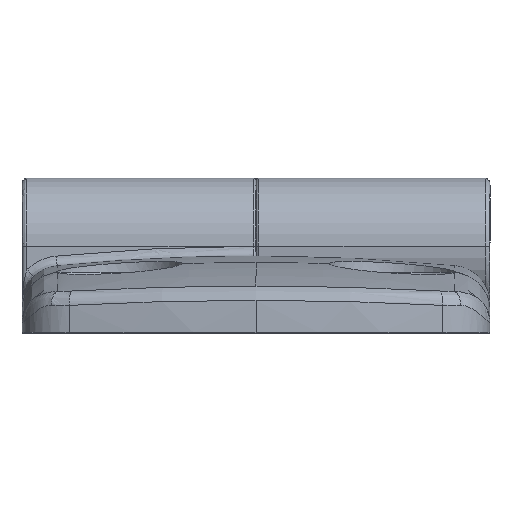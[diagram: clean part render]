
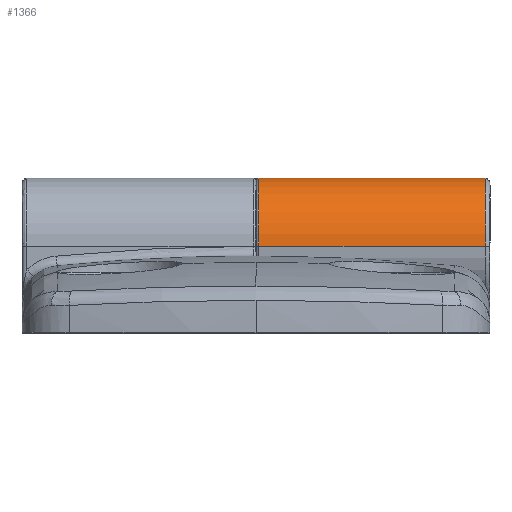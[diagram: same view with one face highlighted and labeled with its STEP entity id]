
A CAD part, top view. The second image highlights one B-rep face of the part: STEP entity #1366.
In plain terms, the highlighted cylindrical face has radius 7 mm (diameter 14 mm), a partial arc.
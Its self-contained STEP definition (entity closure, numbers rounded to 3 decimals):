
#9 = VECTOR ( 'NONE', #304, 1000. ) ;
#106 = CARTESIAN_POINT ( 'NONE',  ( 24., 8.9, -7. ) ) ;
#142 = AXIS2_PLACEMENT_3D ( 'NONE', #229, #2440, #2167 ) ;
#165 = DIRECTION ( 'NONE',  ( 0., 0., 1. ) ) ;
#205 = EDGE_LOOP ( 'NONE', ( #3406, #251, #1727, #580 ) ) ;
#229 = CARTESIAN_POINT ( 'NONE',  ( 23.5, 8.9, 0. ) ) ;
#248 = DIRECTION ( 'NONE',  ( -1., 0., 0. ) ) ;
#251 = ORIENTED_EDGE ( 'NONE', *, *, #3566, .F. ) ;
#304 = DIRECTION ( 'NONE',  ( -1., 0., 0. ) ) ;
#528 = VERTEX_POINT ( 'NONE', #1007 ) ;
#542 = VECTOR ( 'NONE', #925, 1000. ) ;
#577 = EDGE_CURVE ( 'NONE', #528, #866, #1114, .T. ) ;
#580 = ORIENTED_EDGE ( 'NONE', *, *, #577, .F. ) ;
#686 = LINE ( 'NONE', #1946, #9 ) ;
#758 = DIRECTION ( 'NONE',  ( 0., 0., 1. ) ) ;
#787 = CARTESIAN_POINT ( 'NONE',  ( 24., 8.9, 0. ) ) ;
#791 = EDGE_CURVE ( 'NONE', #3382, #866, #3072, .T. ) ;
#866 = VERTEX_POINT ( 'NONE', #2190 ) ;
#925 = DIRECTION ( 'NONE',  ( -1., 0., 0. ) ) ;
#1007 = CARTESIAN_POINT ( 'NONE',  ( 0.3, 8.9, 7. ) ) ;
#1014 = DIRECTION ( 'NONE',  ( -1., 0., 0. ) ) ;
#1114 = CIRCLE ( 'NONE', #1282, 7. ) ;
#1282 = AXIS2_PLACEMENT_3D ( 'NONE', #1813, #1014, #165 ) ;
#1305 = CYLINDRICAL_SURFACE ( 'NONE', #1516, 7. ) ;
#1366 = ADVANCED_FACE ( 'NONE', ( #3159 ), #1305, .T. ) ;
#1516 = AXIS2_PLACEMENT_3D ( 'NONE', #787, #248, #758 ) ;
#1727 = ORIENTED_EDGE ( 'NONE', *, *, #791, .T. ) ;
#1808 = CARTESIAN_POINT ( 'NONE',  ( 23.5, 8.9, -7. ) ) ;
#1813 = CARTESIAN_POINT ( 'NONE',  ( 0.3, 8.9, 0. ) ) ;
#1880 = VERTEX_POINT ( 'NONE', #3227 ) ;
#1928 = EDGE_CURVE ( 'NONE', #1880, #528, #686, .T. ) ;
#1946 = CARTESIAN_POINT ( 'NONE',  ( 24., 8.9, 7. ) ) ;
#2167 = DIRECTION ( 'NONE',  ( 0., 0., 1. ) ) ;
#2190 = CARTESIAN_POINT ( 'NONE',  ( 0.3, 8.9, -7. ) ) ;
#2317 = CIRCLE ( 'NONE', #142, 7. ) ;
#2440 = DIRECTION ( 'NONE',  ( 1., 0., 0. ) ) ;
#3072 = LINE ( 'NONE', #106, #542 ) ;
#3159 = FACE_OUTER_BOUND ( 'NONE', #205, .T. ) ;
#3227 = CARTESIAN_POINT ( 'NONE',  ( 23.5, 8.9, 7. ) ) ;
#3382 = VERTEX_POINT ( 'NONE', #1808 ) ;
#3406 = ORIENTED_EDGE ( 'NONE', *, *, #1928, .F. ) ;
#3566 = EDGE_CURVE ( 'NONE', #3382, #1880, #2317, .T. ) ;
